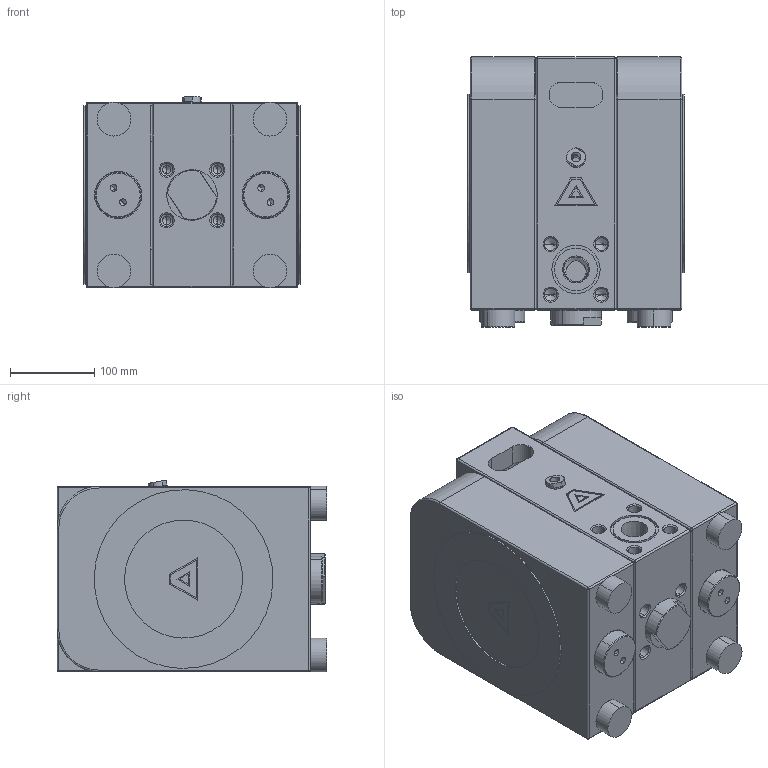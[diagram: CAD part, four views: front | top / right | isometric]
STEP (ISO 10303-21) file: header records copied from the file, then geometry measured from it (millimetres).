
FILE_DESCRIPTION (( 'STEP AP203' ), '1' );
FILE_NAME ('Assembly-E25-俋倛芞.STEP', '2026-01-15T08:51:51', ( '' ), ( '' ), 'SwSTEP 2.0', 'SolidWorks 2022', '' );
FILE_SCHEMA (( 'CONFIG_CONTROL_DESIGN' ));
Length unit declared in the file: millimetre
Products named in the file (17): 7 25 A10-Side housing_Basic; 7 25 A09-Cover-REV.B_Basic; 7 25 A17-Plug, side housing_Basic; Assembly-E25-外形图; 1 15 A47-Air inlet_Basic; 7 25 A11-Center housing_Basic; Shock absorbers_Basic; 7 25 A15-Valve stop，discharge valve_Basic; 1 15 A45-Muffler_Basic; 7 25 A19-Plug, center housing_Basic
Assembly tree (16 placements, depth 2):
  Assembly-E25-外形图
    7 25 A11-Center housing_Basic
    7 25 A10-Side housing_Basic
    7 25 A10-Side housing_Basic
    Shock absorbers_Basic
    Shock absorbers_Basic
    Shock absorbers_Basic
    Shock absorbers_Basic
    7 25 A15-Valve stop，discharge valve_Basic
    7 25 A15-Valve stop，discharge valve_Basic
    1 15 A45-Muffler_Basic
    1 15 A47-Air inlet_Basic
    7 25 A17-Plug, side housing_Basic
    7 25 A17-Plug, side housing_Basic
    7 25 A19-Plug, center housing_Basic
    7 25 A09-Cover-REV.B_Basic
    7 25 A09-Cover-REV.B_Basic
Bounding box: 257 x 320 x 227.22 mm (x, y, z)
Volume: 3283976.7 mm3; surface area: 1029542.6 mm2
Topology: 18 solids, 18 shells, 1106 faces, 2888 edges, 1820 vertices
Faces by surface type: plane 542, cylinder 326, cone 160, torus 62, sphere 16
Entity records: 35907 total; most frequent: CARTESIAN_POINT 7025, DIRECTION 5745, ORIENTED_EDGE 5660, EDGE_CURVE 2830, AXIS2_PLACEMENT_3D 2062, VERTEX_POINT 1820, LINE 1621, VECTOR 1621
